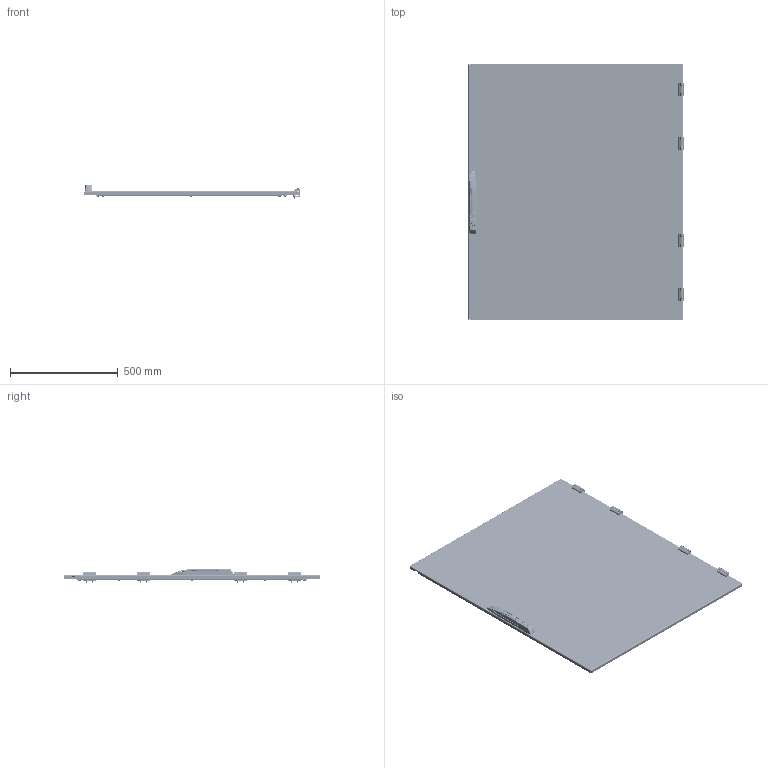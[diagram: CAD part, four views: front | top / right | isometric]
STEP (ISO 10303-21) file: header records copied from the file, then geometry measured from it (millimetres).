
FILE_DESCRIPTION (( 'STEP AP214' ), '1' );
FILE_NAME ('604.012.STEP', '2024-09-17T06:09:29', ( '' ), ( '' ), 'SwSTEP 2.0', 'SolidWorks 2021', '' );
FILE_SCHEMA (( 'AUTOMOTIVE_DESIGN' ));
Length unit declared in the file: millimetre
Products named in the file (37): 837-1_2.step; Øïèëüêà ïðèâàðíàÿ Ì6õ16; CL213-3; Çàãëóøêà òÿãè; Äâåðíîé ïðîôèëü ÌÊ 20 Í1200; 867-7.step; 867-2.step; MS867_________ASM.step; Óãîëîê äâåðíîé; 867-5.step; 867-4.step; MS867-003.step; Âèíò Ì5õ10 ìåáåëüíûé; MS867-001.step; 嵑謺麃 1; Äâåðíîé ïðîôèëü ÌÊ 20 W1000; Ãàéêà Ì6 äëÿ øïèëüêè; 项蜞轫铋 忤眚 DIN 7991 󊬱6; 867-6.step; 鎗鵻罻; Äâåðíîå ïîëîòíî ÌÊ-20 W1000H1200; MS867-002.step; 604.012; 嵑謺麃 CL213-3; Ãàñêåòèíã äâåðè W1000H1200; CT-M6X8.step; ﾒ聰 ﾌﾊ-20 H1200; 867-3.step; MS867-004.step; _______ASM.step; 嵑謺麃 2; 837-1_1.step; 867-1_3.step; Øïèëüêà ïðèâàðíàÿ Ì6õ25; Øïèëüêà ïðèâàðíàÿ Ì6õ10; PT-M5X10.step; 950.104 Ðó÷êà.step
Assembly tree (84 placements, depth 5):
  604.012
    Äâåðíîå ïîëîòíî ÌÊ-20 W1000H1200
    Ãàñêåòèíã äâåðè W1000H1200
    Äâåðíîé ïðîôèëü ÌÊ 20 Í1200  x2
    Äâåðíîé ïðîôèëü ÌÊ 20 W1000  x2
    ﾒ聰 ﾌﾊ-20 H1200
    Øïèëüêà ïðèâàðíàÿ Ì6õ16  x2
    Øïèëüêà ïðèâàðíàÿ Ì6õ25  x16
    Øïèëüêà ïðèâàðíàÿ Ì6õ10  x4
    Çàãëóøêà òÿãè  x4
    Óãîëîê äâåðíîé  x4
    Ãàéêà Ì6 äëÿ øïèëüêè  x16
    950.104 Ðó÷êà.step
      MS867_________ASM.step
        _______ASM.step
          MS867-002.step
          MS867-003.step
          867-7.step
          867-5.step
          867-6.step
        MS867-001.step
        MS867-004.step
      867-2.step
      867-3.step
      867-4.step
      PT-M5X10.step
      CT-M6X8.step
      837-1_1.step
      837-1_2.step
      867-1_3.step  x2
    CL213-3  x4
      嵑謺麃 CL213-3
        鎗鵻罻
        嵑謺麃 1
        嵑謺麃 2
      项蜞轫铋 忤眚 DIN 7991 󊬱6
      Âèíò Ì5õ10 ìåáåëüíûé
Bounding box: 997.9 x 1190 x 67.56 mm (x, y, z)
Volume: 3448566 mm3; surface area: 3376244.9 mm2
Topology: 97 solids, 97 shells, 4770 faces, 12711 edges, 8150 vertices
Faces by surface type: cylinder 2114, plane 1903, cone 378, bspline 291, torus 70, sphere 14
Entity records: 86855 total; most frequent: CARTESIAN_POINT 33319, ORIENTED_EDGE 11358, DIRECTION 10039, EDGE_CURVE 5679, AXIS2_PLACEMENT_3D 3698, VERTEX_POINT 3664, LINE 2643, VECTOR 2643
